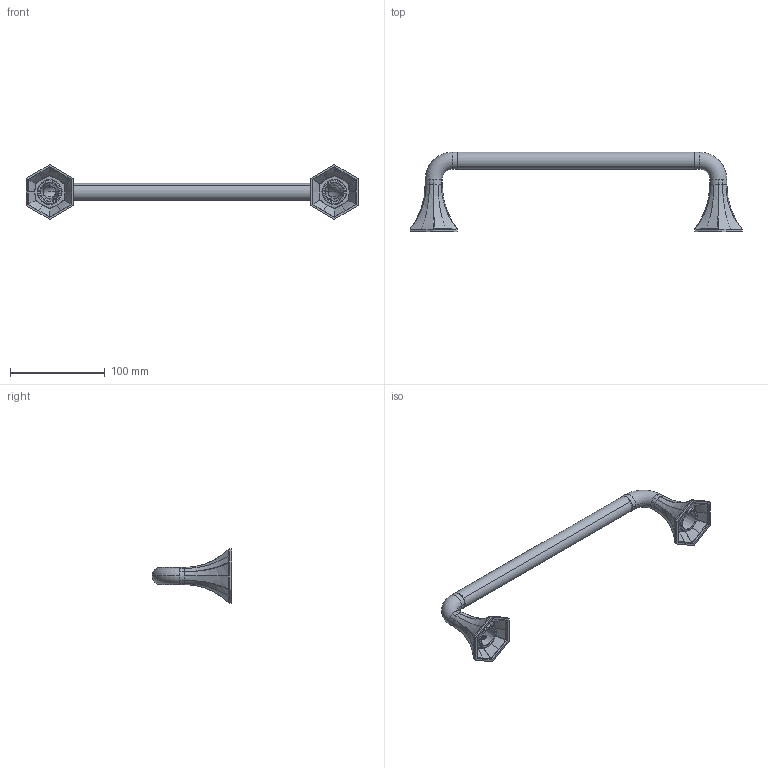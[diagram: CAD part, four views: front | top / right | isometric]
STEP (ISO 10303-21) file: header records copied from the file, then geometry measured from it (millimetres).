
FILE_DESCRIPTION(('CATIA V5 STEP Exchange','CAx-IF Rec.Pracs.--- Model Styling and Organization---1.5--- 2016-08-15','CAx-IF Rec.Pracs.---Supplemental Geometry---1.0---2011-11-01','CAx-IF Rec.Pracs.--- Composite Materials ---3.4---2017-06-13','CAx-IF Rec.Pracs.---Tessellated 3D Geometry---1.0---2015-12-17'),'2;1');
FILE_NAME('CE090100.stp','2024-07-03T12:02:18+00:00',('none'),('none'),'CATIA Version 5-6 Release 2020 SP2','CATIA V5 STEP AP242 v2','none');
FILE_SCHEMA(('AP242_MANAGED_MODEL_BASED_3D_ENGINEERING_MIM_LF {1 0 10303 442 1 1 4}'));
Length unit declared in the file: millimetre
Products named in the file (1): PR.0285.08_AllCATPart
Bounding box: 350 x 84 x 57.43 mm (x, y, z)
Volume: 61101.8 mm3; surface area: 57263.7 mm2
Topology: 5 solids, 5 shells, 512 faces, 1238 edges, 692 vertices
Faces by surface type: bspline 236, cylinder 118, plane 70, cone 40, torus 24, sphere 24
Entity records: 34355 total; most frequent: CARTESIAN_POINT 25223, ORIENTED_EDGE 2364, EDGE_CURVE 1182, DIRECTION 932, VERTEX_POINT 692, B_SPLINE_CURVE_WITH_KNOTS 618, EDGE_LOOP 530, ADVANCED_FACE 512
